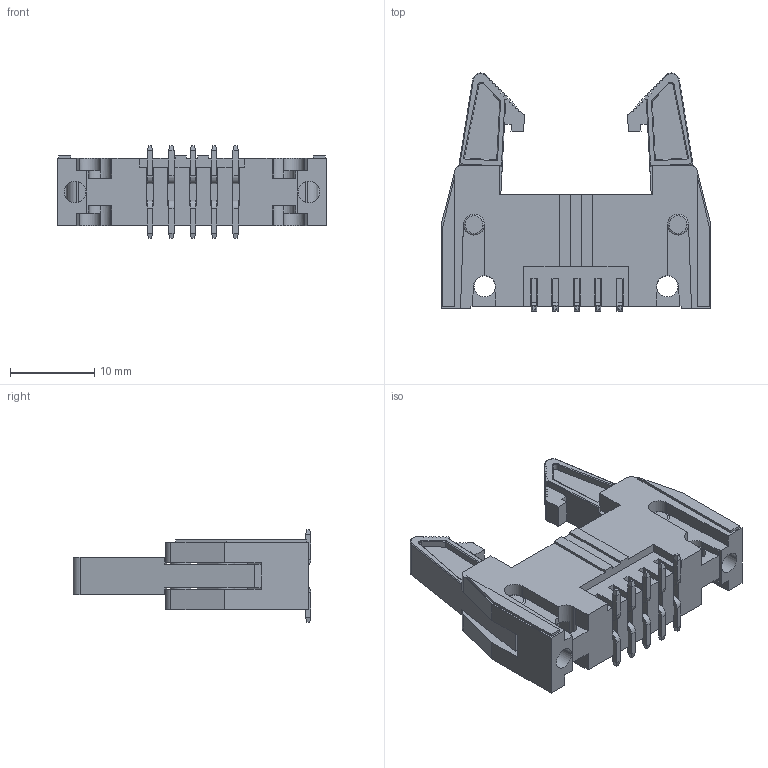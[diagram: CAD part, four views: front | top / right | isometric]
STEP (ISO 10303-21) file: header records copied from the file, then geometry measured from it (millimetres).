
FILE_DESCRIPTION((''),'2;1');
FILE_NAME('2216SM-10G-02-H_ASM','2020-03-20T11:16:22',('Jamie'),(''),'CREO PARAMETRIC BY PTC INC, 2018050','CREO PARAMETRIC BY PTC INC, 2018050','');
FILE_SCHEMA(('CONFIG_CONTROL_DESIGN'));
Length unit declared in the file: millimetre
Products named in the file (5): 801-2216SM-10G-02; 802-2216SM-XXG-02; 804-2216SM-XXG-02; PRT0010; 2216SM-10G-02-H_ASM
Assembly tree (13 placements, depth 2):
  2216SM-10G-02-H_ASM
    801-2216SM-10G-02
    802-2216SM-XXG-02  x10
    804-2216SM-XXG-02
    PRT0010
Bounding box: 32 x 28.22 x 11 mm (x, y, z)
Volume: 2719.2 mm3; surface area: 4272.5 mm2
Topology: 13 solids, 13 shells, 664 faces, 1723 edges, 1078 vertices
Faces by surface type: plane 536, cylinder 106, torus 22
Entity records: 15353 total; most frequent: CARTESIAN_POINT 2880, ORIENTED_EDGE 2654, DIRECTION 2453, EDGE_CURVE 1327, VECTOR 1089, LINE 1089, VERTEX_POINT 862, AXIS2_PLACEMENT_3D 682
